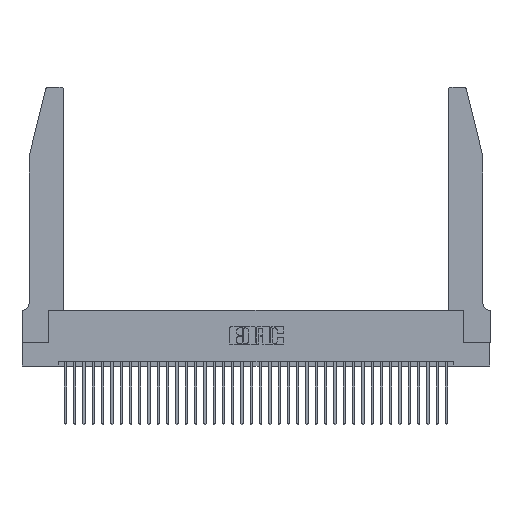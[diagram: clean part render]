
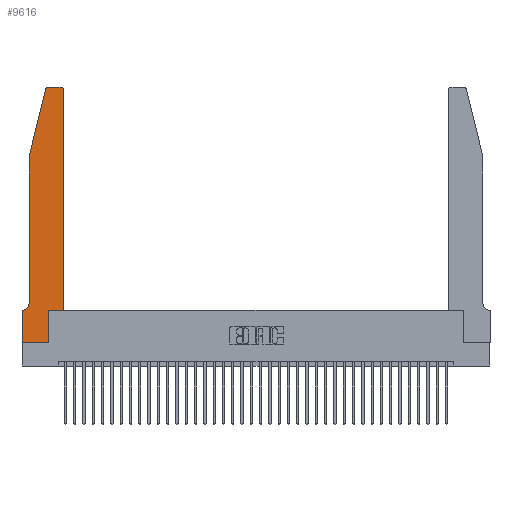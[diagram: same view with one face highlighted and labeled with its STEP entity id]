
A CAD part, top view. The second image highlights one B-rep face of the part: STEP entity #9616.
In plain terms, the highlighted planar face has unit normal (0, 0, 1).
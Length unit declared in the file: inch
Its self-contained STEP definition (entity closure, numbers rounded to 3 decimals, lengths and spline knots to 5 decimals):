
#69 = VECTOR ( 'NONE', #36818, 39.37008 ) ;
#1110 = AXIS2_PLACEMENT_3D ( 'NONE', #1894, #16353, #7761 ) ;
#1181 = LINE ( 'NONE', #13648, #27569 ) ;
#1715 = DIRECTION ( 'NONE',  ( 0., 0., -1. ) ) ;
#1806 = ORIENTED_EDGE ( 'NONE', *, *, #8622, .T. ) ;
#1894 = CARTESIAN_POINT ( 'NONE',  ( 0., 0.35, 0.37 ) ) ;
#2153 = EDGE_CURVE ( 'NONE', #8205, #22992, #19543, .T. ) ;
#2689 = CARTESIAN_POINT ( 'NONE',  ( 0., 0., 0.37 ) ) ;
#2750 = VECTOR ( 'NONE', #12434, 39.37008 ) ;
#3107 = CARTESIAN_POINT ( 'NONE',  ( 0.2865, 0.35, 0.37 ) ) ;
#3497 = VERTEX_POINT ( 'NONE', #6792 ) ;
#4199 = CIRCLE ( 'NONE', #18683, 0.07 ) ;
#4397 = DIRECTION ( 'NONE',  ( 1., 0., 0. ) ) ;
#4458 = ORIENTED_EDGE ( 'NONE', *, *, #15057, .T. ) ;
#4655 = DIRECTION ( 'NONE',  ( -1., 0., 0. ) ) ;
#4907 = CARTESIAN_POINT ( 'NONE',  ( 0.2605, 2.75, 0.37 ) ) ;
#5190 = ORIENTED_EDGE ( 'NONE', *, *, #13153, .T. ) ;
#6328 = CARTESIAN_POINT ( 'NONE',  ( 0.284, 2.72, 0.37 ) ) ;
#6353 = LINE ( 'NONE', #28914, #25877 ) ;
#6792 = CARTESIAN_POINT ( 'NONE',  ( 0., 0., 0.37 ) ) ;
#6866 = ORIENTED_EDGE ( 'NONE', *, *, #21400, .T. ) ;
#7222 = LINE ( 'NONE', #4907, #24540 ) ;
#7761 = DIRECTION ( 'NONE',  ( 1., 0., 0. ) ) ;
#7987 = CARTESIAN_POINT ( 'NONE',  ( 0.284, 2.75, 0.37 ) ) ;
#8205 = VERTEX_POINT ( 'NONE', #26437 ) ;
#8534 = CARTESIAN_POINT ( 'NONE',  ( 0.0755, 0.42, 0.37 ) ) ;
#8557 = FACE_OUTER_BOUND ( 'NONE', #23180, .T. ) ;
#8622 = EDGE_CURVE ( 'NONE', #22992, #28873, #6353, .T. ) ;
#8691 = DIRECTION ( 'NONE',  ( 0., -1., 0. ) ) ;
#9314 = EDGE_CURVE ( 'NONE', #17575, #30863, #23102, .T. ) ;
#9400 = CARTESIAN_POINT ( 'NONE',  ( 0.0755, 2., 0.37 ) ) ;
#9616 = ADVANCED_FACE ( 'NONE', ( #8557 ), #25165, .T. ) ;
#10405 = EDGE_CURVE ( 'NONE', #3497, #29288, #1181, .T. ) ;
#10662 = CARTESIAN_POINT ( 'NONE',  ( 0.0755, 2., 0.37 ) ) ;
#11038 = VERTEX_POINT ( 'NONE', #3107 ) ;
#12434 = DIRECTION ( 'NONE',  ( -0.239, -0.971, 0. ) ) ;
#12681 = CARTESIAN_POINT ( 'NONE',  ( 0.4505, 2.72, 0.37 ) ) ;
#12682 = VERTEX_POINT ( 'NONE', #34698 ) ;
#12758 = CIRCLE ( 'NONE', #21276, 0.03 ) ;
#13126 = EDGE_CURVE ( 'NONE', #26675, #24641, #34278, .T. ) ;
#13153 = EDGE_CURVE ( 'NONE', #28873, #17575, #4199, .T. ) ;
#13287 = ORIENTED_EDGE ( 'NONE', *, *, #26182, .T. ) ;
#13648 = CARTESIAN_POINT ( 'NONE',  ( 0., 0., 0.37 ) ) ;
#14158 = LINE ( 'NONE', #19192, #69 ) ;
#15057 = EDGE_CURVE ( 'NONE', #29288, #11038, #14158, .T. ) ;
#15555 = CARTESIAN_POINT ( 'NONE',  ( 0.0755, 0.35, 0.37 ) ) ;
#15927 = VECTOR ( 'NONE', #37705, 39.37008 ) ;
#16030 = DIRECTION ( 'NONE',  ( 1., 0., 0. ) ) ;
#16265 = VECTOR ( 'NONE', #18340, 39.37008 ) ;
#16353 = DIRECTION ( 'NONE',  ( 0., 0., 1. ) ) ;
#17575 = VERTEX_POINT ( 'NONE', #29582 ) ;
#18340 = DIRECTION ( 'NONE',  ( -1., 0., 0. ) ) ;
#18376 = LINE ( 'NONE', #25016, #33956 ) ;
#18683 = AXIS2_PLACEMENT_3D ( 'NONE', #30606, #1715, #27533 ) ;
#19192 = CARTESIAN_POINT ( 'NONE',  ( 0.2865, 0.35, 0.37 ) ) ;
#19543 = LINE ( 'NONE', #9400, #2750 ) ;
#20829 = ORIENTED_EDGE ( 'NONE', *, *, #10405, .T. ) ;
#20996 = LINE ( 'NONE', #36043, #37516 ) ;
#21276 = AXIS2_PLACEMENT_3D ( 'NONE', #6328, #23574, #26521 ) ;
#21400 = EDGE_CURVE ( 'NONE', #24641, #29482, #7222, .T. ) ;
#21673 = DIRECTION ( 'NONE',  ( 0., 1., 0. ) ) ;
#21903 = DIRECTION ( 'NONE',  ( 0., 0., 1. ) ) ;
#22278 = CARTESIAN_POINT ( 'NONE',  ( 0.4205, 2.72, 0.37 ) ) ;
#22992 = VERTEX_POINT ( 'NONE', #10662 ) ;
#23102 = LINE ( 'NONE', #15555, #16265 ) ;
#23180 = EDGE_LOOP ( 'NONE', ( #6866, #35672, #25298, #1806, #5190, #28817, #29244, #20829, #4458, #13287, #29010, #26505 ) ) ;
#23574 = DIRECTION ( 'NONE',  ( 0., 0., 1. ) ) ;
#23838 = CARTESIAN_POINT ( 'NONE',  ( 0.4205, 2.75, 0.37 ) ) ;
#24451 = CARTESIAN_POINT ( 'NONE',  ( 0.2865, 0., 0.37 ) ) ;
#24540 = VECTOR ( 'NONE', #4655, 39.37008 ) ;
#24641 = VERTEX_POINT ( 'NONE', #23838 ) ;
#24823 = EDGE_CURVE ( 'NONE', #12682, #26675, #18376, .T. ) ;
#25016 = CARTESIAN_POINT ( 'NONE',  ( 0.4505, 0.35, 0.37 ) ) ;
#25165 = PLANE ( 'NONE',  #1110 ) ;
#25298 = ORIENTED_EDGE ( 'NONE', *, *, #2153, .T. ) ;
#25877 = VECTOR ( 'NONE', #8691, 39.37008 ) ;
#26182 = EDGE_CURVE ( 'NONE', #11038, #12682, #20996, .T. ) ;
#26437 = CARTESIAN_POINT ( 'NONE',  ( 0.25487, 2.72718, 0.37 ) ) ;
#26505 = ORIENTED_EDGE ( 'NONE', *, *, #13126, .T. ) ;
#26521 = DIRECTION ( 'NONE',  ( 1., 0., 0. ) ) ;
#26675 = VERTEX_POINT ( 'NONE', #12681 ) ;
#27533 = DIRECTION ( 'NONE',  ( -1., 0., 0. ) ) ;
#27569 = VECTOR ( 'NONE', #36849, 39.37008 ) ;
#28817 = ORIENTED_EDGE ( 'NONE', *, *, #9314, .T. ) ;
#28873 = VERTEX_POINT ( 'NONE', #8534 ) ;
#28914 = CARTESIAN_POINT ( 'NONE',  ( 0.0755, 2., 0.37 ) ) ;
#29010 = ORIENTED_EDGE ( 'NONE', *, *, #24823, .T. ) ;
#29244 = ORIENTED_EDGE ( 'NONE', *, *, #32620, .T. ) ;
#29288 = VERTEX_POINT ( 'NONE', #24451 ) ;
#29482 = VERTEX_POINT ( 'NONE', #7987 ) ;
#29582 = CARTESIAN_POINT ( 'NONE',  ( 0.0055, 0.35, 0.37 ) ) ;
#30606 = CARTESIAN_POINT ( 'NONE',  ( 0.0055, 0.42, 0.37 ) ) ;
#30863 = VERTEX_POINT ( 'NONE', #32178 ) ;
#31022 = LINE ( 'NONE', #2689, #15927 ) ;
#32178 = CARTESIAN_POINT ( 'NONE',  ( 0., 0.35, 0.37 ) ) ;
#32620 = EDGE_CURVE ( 'NONE', #30863, #3497, #31022, .T. ) ;
#33557 = EDGE_CURVE ( 'NONE', #29482, #8205, #12758, .T. ) ;
#33956 = VECTOR ( 'NONE', #21673, 39.37008 ) ;
#34278 = CIRCLE ( 'NONE', #34387, 0.03 ) ;
#34387 = AXIS2_PLACEMENT_3D ( 'NONE', #22278, #21903, #4397 ) ;
#34698 = CARTESIAN_POINT ( 'NONE',  ( 0.4505, 0.35, 0.37 ) ) ;
#35672 = ORIENTED_EDGE ( 'NONE', *, *, #33557, .T. ) ;
#36043 = CARTESIAN_POINT ( 'NONE',  ( 0.4505, 0.35, 0.37 ) ) ;
#36818 = DIRECTION ( 'NONE',  ( 0., 1., 0. ) ) ;
#36849 = DIRECTION ( 'NONE',  ( 1., 0., 0. ) ) ;
#37516 = VECTOR ( 'NONE', #16030, 39.37008 ) ;
#37705 = DIRECTION ( 'NONE',  ( 0., -1., 0. ) ) ;
